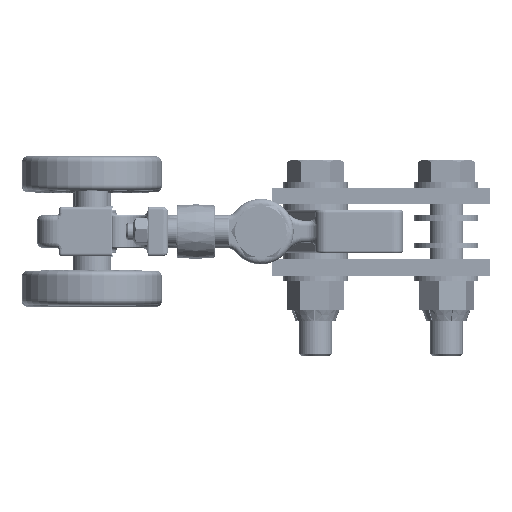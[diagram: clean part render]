
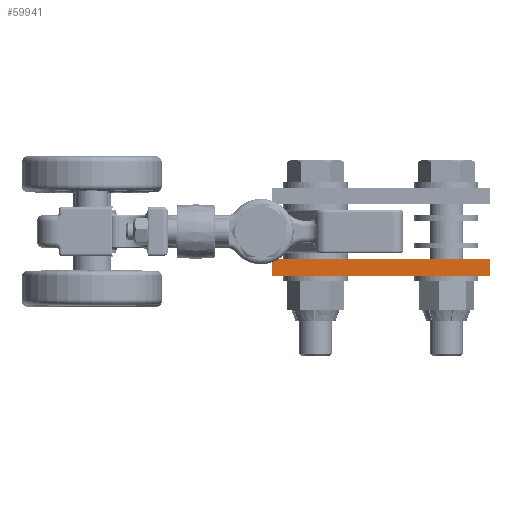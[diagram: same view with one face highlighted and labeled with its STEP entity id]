
A CAD part, left-side view. The second image highlights one B-rep face of the part: STEP entity #59941.
In plain terms, the highlighted planar face has unit normal (-1, 0, 0).
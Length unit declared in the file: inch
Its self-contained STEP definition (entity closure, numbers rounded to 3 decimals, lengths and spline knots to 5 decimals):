
#59902=CARTESIAN_POINT('',(0.0,0.0,0.0));
#59903=DIRECTION('',(-1.0,0.0,0.0));
#59904=DIRECTION('',(0.0,0.0,1.0));
#59905=AXIS2_PLACEMENT_3D('',#59902,#59903,#59904);
#59906=PLANE('',#59905);
#59907=CARTESIAN_POINT('',(0.0,0.0,0.375));
#59908=VERTEX_POINT('',#59907);
#59909=CARTESIAN_POINT('',(0.,5.0,0.375));
#59910=VERTEX_POINT('',#59909);
#59911=CARTESIAN_POINT('',(0.,0.0,0.375));
#59912=DIRECTION('',(0.0,1.0,0.0));
#59913=VECTOR('',#59912,5.0);
#59914=LINE('',#59911,#59913);
#59915=EDGE_CURVE('',#59908,#59910,#59914,.T.);
#59916=ORIENTED_EDGE('',*,*,#59915,.T.);
#59917=CARTESIAN_POINT('',(0.,5.0,0.0));
#59918=VERTEX_POINT('',#59917);
#59919=CARTESIAN_POINT('',(0.,5.0,0.0));
#59920=DIRECTION('',(0.0,0.0,1.0));
#59921=VECTOR('',#59920,0.375);
#59922=LINE('',#59919,#59921);
#59923=EDGE_CURVE('',#59918,#59910,#59922,.T.);
#59924=ORIENTED_EDGE('',*,*,#59923,.F.);
#59925=CARTESIAN_POINT('',(0.0,0.0,0.0));
#59926=VERTEX_POINT('',#59925);
#59927=CARTESIAN_POINT('',(0.,5.0,0.0));
#59928=DIRECTION('',(0.0,-1.0,0.0));
#59929=VECTOR('',#59928,5.0);
#59930=LINE('',#59927,#59929);
#59931=EDGE_CURVE('',#59918,#59926,#59930,.T.);
#59932=ORIENTED_EDGE('',*,*,#59931,.T.);
#59933=CARTESIAN_POINT('',(0.0,0.0,0.0));
#59934=DIRECTION('',(0.0,0.0,1.0));
#59935=VECTOR('',#59934,0.375);
#59936=LINE('',#59933,#59935);
#59937=EDGE_CURVE('',#59926,#59908,#59936,.T.);
#59938=ORIENTED_EDGE('',*,*,#59937,.T.);
#59939=EDGE_LOOP('',(#59916,#59924,#59932,#59938));
#59940=FACE_OUTER_BOUND('',#59939,.T.);
#59941=ADVANCED_FACE('',(#59940),#59906,.T.);
